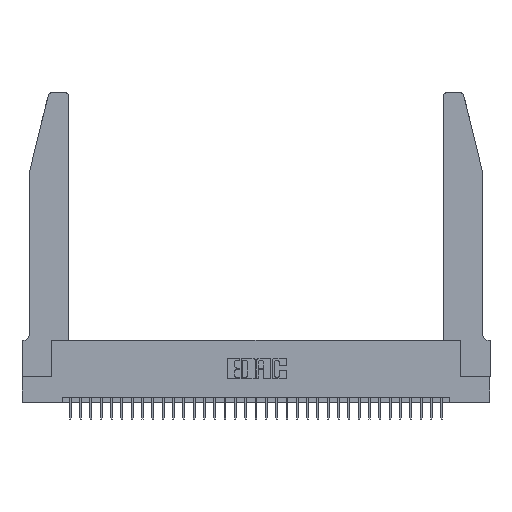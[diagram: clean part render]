
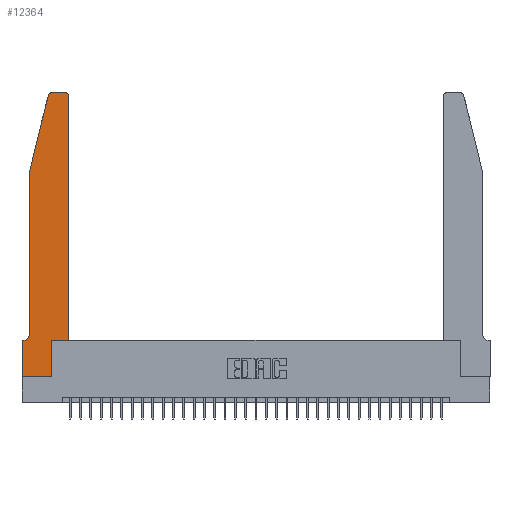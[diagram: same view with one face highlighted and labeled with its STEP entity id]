
A CAD part, top view. The second image highlights one B-rep face of the part: STEP entity #12364.
In plain terms, the highlighted planar face has unit normal (0, 0, 1).
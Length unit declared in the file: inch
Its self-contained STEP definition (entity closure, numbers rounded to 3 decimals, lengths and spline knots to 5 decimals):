
#1932 = LINE ( 'NONE', #11941, #29526 ) ;
#1985 = CARTESIAN_POINT ( 'NONE',  ( 0., 0.35, 0.37 ) ) ;
#2516 = DIRECTION ( 'NONE',  ( 0., 0., -1. ) ) ;
#2726 = VECTOR ( 'NONE', #10172, 39.37008 ) ;
#2740 = LINE ( 'NONE', #7391, #29520 ) ;
#2837 = ORIENTED_EDGE ( 'NONE', *, *, #29307, .T. ) ;
#3635 = CARTESIAN_POINT ( 'NONE',  ( 0.4505, 0.35, 0.37 ) ) ;
#3889 = VERTEX_POINT ( 'NONE', #30275 ) ;
#4648 = DIRECTION ( 'NONE',  ( 0., 0., 1. ) ) ;
#5539 = ORIENTED_EDGE ( 'NONE', *, *, #16337, .T. ) ;
#5821 = EDGE_CURVE ( 'NONE', #6624, #31953, #29085, .T. ) ;
#6030 = CARTESIAN_POINT ( 'NONE',  ( 0.284, 2.75, 0.37 ) ) ;
#6101 = CARTESIAN_POINT ( 'NONE',  ( 0.4205, 2.75, 0.37 ) ) ;
#6624 = VERTEX_POINT ( 'NONE', #6101 ) ;
#7065 = ORIENTED_EDGE ( 'NONE', *, *, #8742, .T. ) ;
#7391 = CARTESIAN_POINT ( 'NONE',  ( 0.0755, 2., 0.37 ) ) ;
#7486 = AXIS2_PLACEMENT_3D ( 'NONE', #23947, #21483, #29604 ) ;
#7618 = CARTESIAN_POINT ( 'NONE',  ( 0.0755, 2., 0.37 ) ) ;
#8167 = CARTESIAN_POINT ( 'NONE',  ( 0.2865, 0., 0.37 ) ) ;
#8742 = EDGE_CURVE ( 'NONE', #17991, #26013, #26425, .T. ) ;
#10172 = DIRECTION ( 'NONE',  ( -1., 0., 0. ) ) ;
#10214 = ORIENTED_EDGE ( 'NONE', *, *, #24616, .T. ) ;
#10571 = EDGE_CURVE ( 'NONE', #34353, #14423, #21263, .T. ) ;
#11214 = AXIS2_PLACEMENT_3D ( 'NONE', #20952, #2516, #26210 ) ;
#11520 = CARTESIAN_POINT ( 'NONE',  ( 0.0055, 0.35, 0.37 ) ) ;
#11774 = CARTESIAN_POINT ( 'NONE',  ( 0., 0., 0.37 ) ) ;
#11941 = CARTESIAN_POINT ( 'NONE',  ( 0.4505, 0.35, 0.37 ) ) ;
#12364 = ADVANCED_FACE ( 'NONE', ( #34117 ), #33845, .T. ) ;
#12518 = EDGE_CURVE ( 'NONE', #26013, #26609, #1932, .T. ) ;
#12845 = DIRECTION ( 'NONE',  ( 1., 0., 0. ) ) ;
#12908 = CARTESIAN_POINT ( 'NONE',  ( 0.284, 2.72, 0.37 ) ) ;
#13050 = VECTOR ( 'NONE', #15162, 39.37008 ) ;
#13071 = CARTESIAN_POINT ( 'NONE',  ( 0.4505, 0.35, 0.37 ) ) ;
#13085 = DIRECTION ( 'NONE',  ( 0., -1., 0. ) ) ;
#14423 = VERTEX_POINT ( 'NONE', #11520 ) ;
#15135 = CARTESIAN_POINT ( 'NONE',  ( 0.0755, 0.35, 0.37 ) ) ;
#15162 = DIRECTION ( 'NONE',  ( 0., -1., 0. ) ) ;
#15170 = VECTOR ( 'NONE', #22721, 39.37008 ) ;
#15631 = DIRECTION ( 'NONE',  ( 1., 0., 0. ) ) ;
#15979 = ORIENTED_EDGE ( 'NONE', *, *, #32410, .T. ) ;
#16228 = AXIS2_PLACEMENT_3D ( 'NONE', #1985, #4648, #33737 ) ;
#16337 = EDGE_CURVE ( 'NONE', #18435, #17991, #22216, .T. ) ;
#16715 = ORIENTED_EDGE ( 'NONE', *, *, #33563, .T. ) ;
#16998 = DIRECTION ( 'NONE',  ( 0., 1., 0. ) ) ;
#17000 = CARTESIAN_POINT ( 'NONE',  ( 0.0755, 2., 0.37 ) ) ;
#17583 = VECTOR ( 'NONE', #22237, 39.37008 ) ;
#17849 = CARTESIAN_POINT ( 'NONE',  ( 0., 0., 0.37 ) ) ;
#17991 = VERTEX_POINT ( 'NONE', #29680 ) ;
#18435 = VERTEX_POINT ( 'NONE', #8167 ) ;
#19424 = VECTOR ( 'NONE', #23310, 39.37008 ) ;
#19756 = DIRECTION ( 'NONE',  ( 1., 0., 0. ) ) ;
#20165 = VECTOR ( 'NONE', #12845, 39.37008 ) ;
#20185 = LINE ( 'NONE', #17849, #13050 ) ;
#20952 = CARTESIAN_POINT ( 'NONE',  ( 0.0055, 0.42, 0.37 ) ) ;
#20991 = EDGE_CURVE ( 'NONE', #31953, #3889, #23549, .T. ) ;
#21208 = EDGE_CURVE ( 'NONE', #28735, #31681, #20185, .T. ) ;
#21263 = CIRCLE ( 'NONE', #11214, 0.07 ) ;
#21483 = DIRECTION ( 'NONE',  ( 0., 0., 1. ) ) ;
#22201 = ORIENTED_EDGE ( 'NONE', *, *, #32329, .T. ) ;
#22216 = LINE ( 'NONE', #22845, #15170 ) ;
#22237 = DIRECTION ( 'NONE',  ( -0.239, -0.971, 0. ) ) ;
#22721 = DIRECTION ( 'NONE',  ( 0., 1., 0. ) ) ;
#22776 = CARTESIAN_POINT ( 'NONE',  ( 0.4505, 2.72, 0.37 ) ) ;
#22845 = CARTESIAN_POINT ( 'NONE',  ( 0.2865, 0.35, 0.37 ) ) ;
#23250 = CARTESIAN_POINT ( 'NONE',  ( 0., 0.35, 0.37 ) ) ;
#23310 = DIRECTION ( 'NONE',  ( -1., 0., 0. ) ) ;
#23473 = EDGE_LOOP ( 'NONE', ( #33489, #31000, #2837, #22201, #28546, #10214, #31363, #16715, #5539, #7065, #28449, #15979 ) ) ;
#23549 = CIRCLE ( 'NONE', #30111, 0.03 ) ;
#23947 = CARTESIAN_POINT ( 'NONE',  ( 0.4205, 2.72, 0.37 ) ) ;
#24462 = LINE ( 'NONE', #15135, #19424 ) ;
#24616 = EDGE_CURVE ( 'NONE', #14423, #28735, #24462, .T. ) ;
#24987 = CARTESIAN_POINT ( 'NONE',  ( 0., 0., 0.37 ) ) ;
#26013 = VERTEX_POINT ( 'NONE', #3635 ) ;
#26210 = DIRECTION ( 'NONE',  ( -1., 0., 0. ) ) ;
#26425 = LINE ( 'NONE', #13071, #20165 ) ;
#26609 = VERTEX_POINT ( 'NONE', #22776 ) ;
#28449 = ORIENTED_EDGE ( 'NONE', *, *, #12518, .T. ) ;
#28546 = ORIENTED_EDGE ( 'NONE', *, *, #10571, .T. ) ;
#28735 = VERTEX_POINT ( 'NONE', #23250 ) ;
#29085 = LINE ( 'NONE', #31542, #2726 ) ;
#29307 = EDGE_CURVE ( 'NONE', #3889, #33896, #31840, .T. ) ;
#29520 = VECTOR ( 'NONE', #13085, 39.37008 ) ;
#29526 = VECTOR ( 'NONE', #16998, 39.37008 ) ;
#29604 = DIRECTION ( 'NONE',  ( 1., 0., 0. ) ) ;
#29680 = CARTESIAN_POINT ( 'NONE',  ( 0.2865, 0.35, 0.37 ) ) ;
#30111 = AXIS2_PLACEMENT_3D ( 'NONE', #12908, #31688, #15631 ) ;
#30275 = CARTESIAN_POINT ( 'NONE',  ( 0.25487, 2.72718, 0.37 ) ) ;
#31000 = ORIENTED_EDGE ( 'NONE', *, *, #20991, .T. ) ;
#31027 = CARTESIAN_POINT ( 'NONE',  ( 0.0755, 0.42, 0.37 ) ) ;
#31160 = LINE ( 'NONE', #11774, #31478 ) ;
#31363 = ORIENTED_EDGE ( 'NONE', *, *, #21208, .T. ) ;
#31478 = VECTOR ( 'NONE', #19756, 39.37008 ) ;
#31542 = CARTESIAN_POINT ( 'NONE',  ( 0.2605, 2.75, 0.37 ) ) ;
#31681 = VERTEX_POINT ( 'NONE', #24987 ) ;
#31688 = DIRECTION ( 'NONE',  ( 0., 0., 1. ) ) ;
#31840 = LINE ( 'NONE', #17000, #17583 ) ;
#31953 = VERTEX_POINT ( 'NONE', #6030 ) ;
#32329 = EDGE_CURVE ( 'NONE', #33896, #34353, #2740, .T. ) ;
#32410 = EDGE_CURVE ( 'NONE', #26609, #6624, #33230, .T. ) ;
#33230 = CIRCLE ( 'NONE', #7486, 0.03 ) ;
#33489 = ORIENTED_EDGE ( 'NONE', *, *, #5821, .T. ) ;
#33563 = EDGE_CURVE ( 'NONE', #31681, #18435, #31160, .T. ) ;
#33737 = DIRECTION ( 'NONE',  ( 1., 0., 0. ) ) ;
#33845 = PLANE ( 'NONE',  #16228 ) ;
#33896 = VERTEX_POINT ( 'NONE', #7618 ) ;
#34117 = FACE_OUTER_BOUND ( 'NONE', #23473, .T. ) ;
#34353 = VERTEX_POINT ( 'NONE', #31027 ) ;
